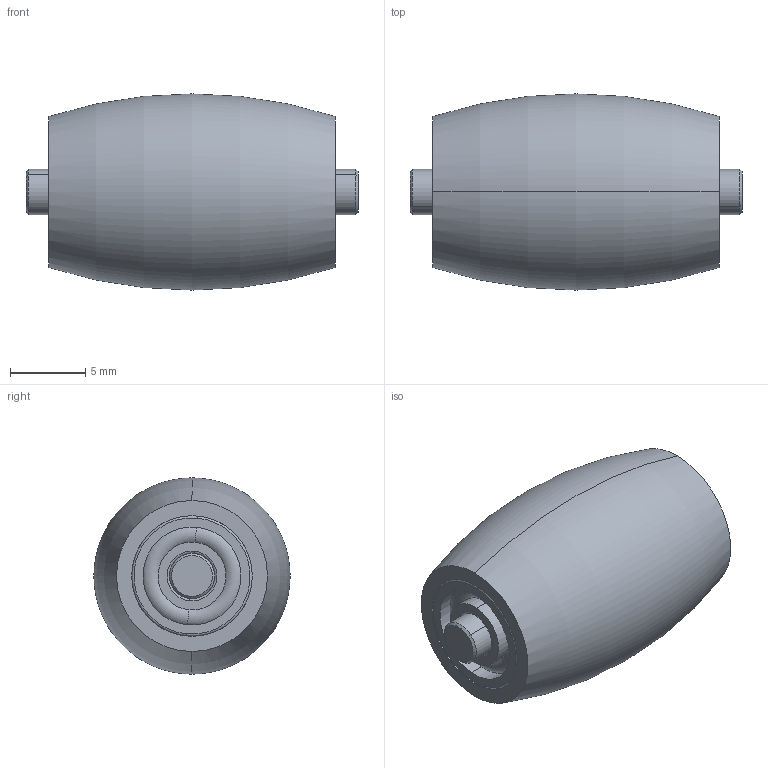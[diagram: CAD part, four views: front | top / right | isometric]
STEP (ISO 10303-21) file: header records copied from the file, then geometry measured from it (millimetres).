
FILE_DESCRIPTION (( 'STEP AP214' ), '1' );
FILE_NAME ('Rolller.STEP', '2023-07-24T14:59:02', ( '' ), ( '' ), 'SwSTEP 2.0', 'SolidWorks 2022', '' );
FILE_SCHEMA (( 'AUTOMOTIVE_DESIGN' ));
Length unit declared in the file: millimetre
Products named in the file (4): Rolller; Roller Road; Roller; instrument ball bearing_68_am_AFBMA 12.1.4.1 - 0030-8 - 8,SI,NC,8_68
Assembly tree (4 placements, depth 2):
  Rolller
    Roller
    Roller Road
    instrument ball bearing_68_am_AFBMA 12.1.4.1 - 0030-8 - 8,SI,NC,8_68  x2
Bounding box: 22 x 13 x 13 mm (x, y, z)
Volume: 2057.2 mm3; surface area: 1901.7 mm2
Topology: 4 solids, 4 shells, 76 faces, 150 edges, 88 vertices
Faces by surface type: cylinder 32, torus 26, plane 14, cone 4
Entity records: 1506 total; most frequent: DIRECTION 274, CARTESIAN_POINT 205, ORIENTED_EDGE 188, AXIS2_PLACEMENT_3D 125, EDGE_CURVE 94, CIRCLE 70, VERTEX_POINT 56, EDGE_LOOP 56
